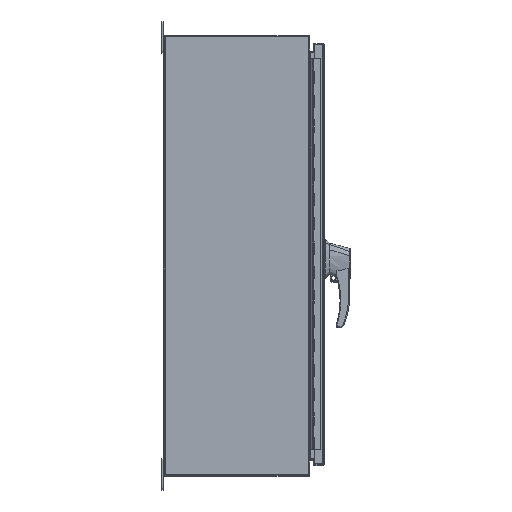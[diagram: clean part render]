
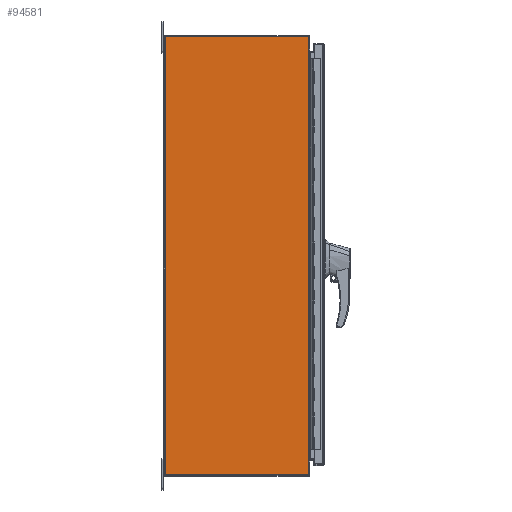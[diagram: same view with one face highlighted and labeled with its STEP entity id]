
A CAD part, top view. The second image highlights one B-rep face of the part: STEP entity #94581.
In plain terms, the highlighted face is planar.
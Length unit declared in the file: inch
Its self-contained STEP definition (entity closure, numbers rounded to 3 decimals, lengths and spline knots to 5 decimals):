
#1350 = VERTEX_POINT ( 'NONE', #140736 ) ;
#4346 = VECTOR ( 'NONE', #130252, 39.37008 ) ;
#4608 = CARTESIAN_POINT ( 'NONE',  ( -24., 0.0095, -17.905 ) ) ;
#5710 = EDGE_LOOP ( 'NONE', ( #109028, #136232, #152418, #33013, #29855, #83625, #54159, #114311, #22823, #65665 ) ) ;
#5899 = LINE ( 'NONE', #79713, #24588 ) ;
#12915 = DIRECTION ( 'NONE',  ( 0., 0., 1. ) ) ;
#12975 = VECTOR ( 'NONE', #142575, 39.37008 ) ;
#16200 = DIRECTION ( 'NONE',  ( 0., 0., 1. ) ) ;
#21839 = CARTESIAN_POINT ( 'NONE',  ( -24., -11.762, 16.655 ) ) ;
#22823 = ORIENTED_EDGE ( 'NONE', *, *, #105223, .F. ) ;
#24588 = VECTOR ( 'NONE', #46117, 39.37008 ) ;
#24612 = CARTESIAN_POINT ( 'NONE',  ( -24., -11.762, -17.905 ) ) ;
#26648 = CARTESIAN_POINT ( 'NONE',  ( -24., 0.095, 17.905 ) ) ;
#29855 = ORIENTED_EDGE ( 'NONE', *, *, #92768, .F. ) ;
#33013 = ORIENTED_EDGE ( 'NONE', *, *, #112356, .F. ) ;
#34932 = CARTESIAN_POINT ( 'NONE',  ( -24., -11.81, 17.905 ) ) ;
#42486 = EDGE_CURVE ( 'NONE', #151851, #124866, #102006, .T. ) ;
#42742 = VECTOR ( 'NONE', #136650, 39.37008 ) ;
#46117 = DIRECTION ( 'NONE',  ( 0., 1., 0. ) ) ;
#50323 = FACE_OUTER_BOUND ( 'NONE', #5710, .T. ) ;
#51213 = CARTESIAN_POINT ( 'NONE',  ( -24., -0.048, -17.905 ) ) ;
#53360 = EDGE_CURVE ( 'NONE', #86407, #121056, #117680, .T. ) ;
#54159 = ORIENTED_EDGE ( 'NONE', *, *, #64373, .T. ) ;
#57159 = DIRECTION ( 'NONE',  ( 0., 0., -1. ) ) ;
#57411 = VECTOR ( 'NONE', #12915, 39.37008 ) ;
#60385 = VECTOR ( 'NONE', #60860, 39.37008 ) ;
#60630 = CARTESIAN_POINT ( 'NONE',  ( -24., -11.762, -16.625 ) ) ;
#60860 = DIRECTION ( 'NONE',  ( 0., 1., 0. ) ) ;
#64373 = EDGE_CURVE ( 'NONE', #126679, #88347, #152256, .T. ) ;
#64375 = DIRECTION ( 'NONE',  ( 0., 1., 0. ) ) ;
#65665 = ORIENTED_EDGE ( 'NONE', *, *, #143104, .T. ) ;
#70441 = AXIS2_PLACEMENT_3D ( 'NONE', #4608, #125667, #64375 ) ;
#70598 = EDGE_CURVE ( 'NONE', #121056, #124866, #91194, .T. ) ;
#75430 = CARTESIAN_POINT ( 'NONE',  ( -24., -11.762, -16.625 ) ) ;
#77346 = CARTESIAN_POINT ( 'NONE',  ( -24., -11.762, -16.655 ) ) ;
#77789 = LINE ( 'NONE', #75430, #102345 ) ;
#79713 = CARTESIAN_POINT ( 'NONE',  ( -24., 0.095, -17.905 ) ) ;
#79774 = LINE ( 'NONE', #91026, #128503 ) ;
#80490 = LINE ( 'NONE', #24612, #12975 ) ;
#83625 = ORIENTED_EDGE ( 'NONE', *, *, #97226, .F. ) ;
#86017 = CARTESIAN_POINT ( 'NONE',  ( -24., -11.81, -16.655 ) ) ;
#86407 = VERTEX_POINT ( 'NONE', #146793 ) ;
#87735 = EDGE_CURVE ( 'NONE', #88347, #148505, #77789, .T. ) ;
#88347 = VERTEX_POINT ( 'NONE', #77346 ) ;
#91026 = CARTESIAN_POINT ( 'NONE',  ( -24., -0.048, -17.905 ) ) ;
#91194 = LINE ( 'NONE', #142554, #139960 ) ;
#91650 = CARTESIAN_POINT ( 'NONE',  ( -24., -11.81, 16.655 ) ) ;
#92768 = EDGE_CURVE ( 'NONE', #131669, #140146, #5899, .T. ) ;
#94581 = ADVANCED_FACE ( 'NONE', ( #50323 ), #123577, .F. ) ;
#96206 = CARTESIAN_POINT ( 'NONE',  ( -24., -11.762, -16.625 ) ) ;
#96536 = CARTESIAN_POINT ( 'NONE',  ( -24., -11.762, -16.655 ) ) ;
#97226 = EDGE_CURVE ( 'NONE', #126679, #131669, #123361, .T. ) ;
#102006 = LINE ( 'NONE', #21839, #4346 ) ;
#102345 = VECTOR ( 'NONE', #16200, 39.37008 ) ;
#105223 = EDGE_CURVE ( 'NONE', #1350, #148505, #80490, .T. ) ;
#108416 = CARTESIAN_POINT ( 'NONE',  ( -24., -11.81, -17.905 ) ) ;
#109028 = ORIENTED_EDGE ( 'NONE', *, *, #42486, .T. ) ;
#112356 = EDGE_CURVE ( 'NONE', #140146, #86407, #79774, .T. ) ;
#113932 = VECTOR ( 'NONE', #123563, 39.37008 ) ;
#114311 = ORIENTED_EDGE ( 'NONE', *, *, #87735, .T. ) ;
#117680 = LINE ( 'NONE', #26648, #113932 ) ;
#121056 = VERTEX_POINT ( 'NONE', #34932 ) ;
#123361 = LINE ( 'NONE', #138238, #42742 ) ;
#123563 = DIRECTION ( 'NONE',  ( 0., -1., 0. ) ) ;
#123577 = PLANE ( 'NONE',  #70441 ) ;
#124866 = VERTEX_POINT ( 'NONE', #91650 ) ;
#125667 = DIRECTION ( 'NONE',  ( 1., 0., 0. ) ) ;
#126679 = VERTEX_POINT ( 'NONE', #86017 ) ;
#128503 = VECTOR ( 'NONE', #137711, 39.37008 ) ;
#130252 = DIRECTION ( 'NONE',  ( 0., -1., 0. ) ) ;
#131669 = VERTEX_POINT ( 'NONE', #108416 ) ;
#136232 = ORIENTED_EDGE ( 'NONE', *, *, #70598, .F. ) ;
#136650 = DIRECTION ( 'NONE',  ( 0., 0., -1. ) ) ;
#137711 = DIRECTION ( 'NONE',  ( 0., 0., 1. ) ) ;
#138238 = CARTESIAN_POINT ( 'NONE',  ( -24., -11.81, -17.905 ) ) ;
#139960 = VECTOR ( 'NONE', #57159, 39.37008 ) ;
#140146 = VERTEX_POINT ( 'NONE', #51213 ) ;
#140736 = CARTESIAN_POINT ( 'NONE',  ( -24., -11.762, 16.625 ) ) ;
#142554 = CARTESIAN_POINT ( 'NONE',  ( -24., -11.81, -17.905 ) ) ;
#142575 = DIRECTION ( 'NONE',  ( 0., 0., -1. ) ) ;
#143104 = EDGE_CURVE ( 'NONE', #1350, #151851, #149281, .T. ) ;
#146793 = CARTESIAN_POINT ( 'NONE',  ( -24., -0.048, 17.905 ) ) ;
#148414 = CARTESIAN_POINT ( 'NONE',  ( -24., -11.762, 16.655 ) ) ;
#148505 = VERTEX_POINT ( 'NONE', #96206 ) ;
#149281 = LINE ( 'NONE', #60630, #57411 ) ;
#151851 = VERTEX_POINT ( 'NONE', #148414 ) ;
#152256 = LINE ( 'NONE', #96536, #60385 ) ;
#152418 = ORIENTED_EDGE ( 'NONE', *, *, #53360, .F. ) ;
